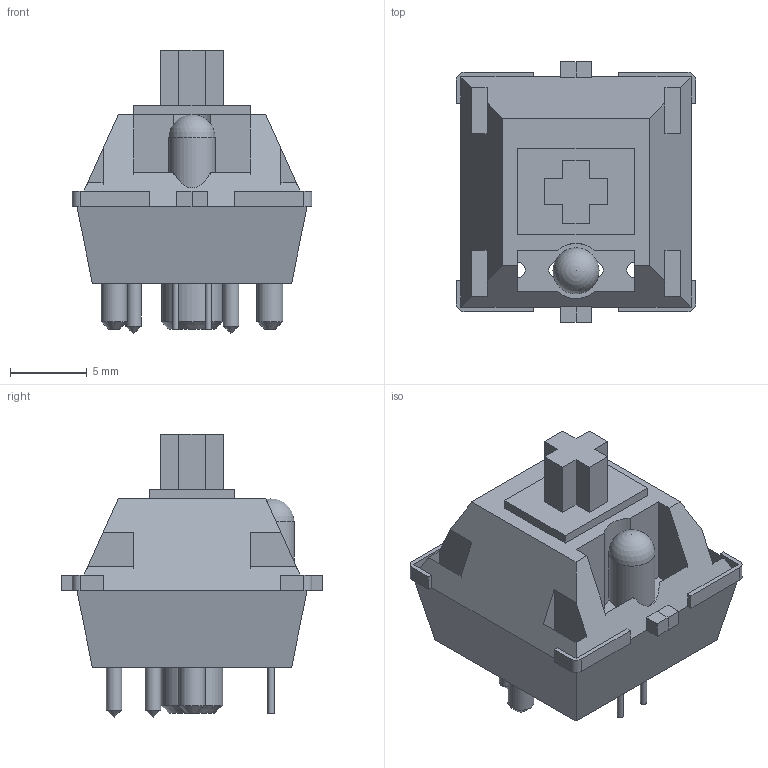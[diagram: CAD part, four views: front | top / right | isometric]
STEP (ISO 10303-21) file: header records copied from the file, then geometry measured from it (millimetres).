
FILE_DESCRIPTION(('FreeCAD Model'),'2;1');
FILE_NAME('SW_Cherry_MX_1.00u_PCB_LED.step', '2019-12-20T01:15:14',('kicad StepUp'),('ksu MCAD'), 'Open CASCADE STEP processor 6.8','FreeCAD','Unknown');
FILE_SCHEMA(('AUTOMOTIVE_DESIGN_CC2 { 1 2 10303 214 -1 1 5 4 }'));
Length unit declared in the file: millimetre
Products named in the file (1): SW_Cherry_MX_1.00u_PCB_LED
Bounding box: 15.6 x 16.98 x 18.5 mm (x, y, z)
Volume: 1917.8 mm3; surface area: 1379.1 mm2
Topology: 6 solids, 6 shells, 139 faces, 349 edges, 226 vertices
Faces by surface type: plane 107, cylinder 18, bspline 8, cone 5, sphere 1
Full cylindrical faces by diameter (mm): 0.4 x2, 1 x6, 1.702 x2, 3 x1, 3.988 x1
Entity records: 8264 total; most frequent: CARTESIAN_POINT 4024, ORIENTED_EDGE 692, DIRECTION 608, EDGE_CURVE 346, LINE 258, VECTOR 258, VERTEX_POINT 226, AXIS2_PLACEMENT_3D 175
